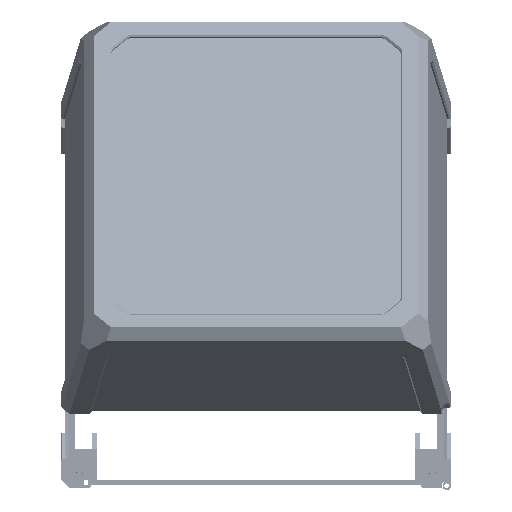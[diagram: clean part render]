
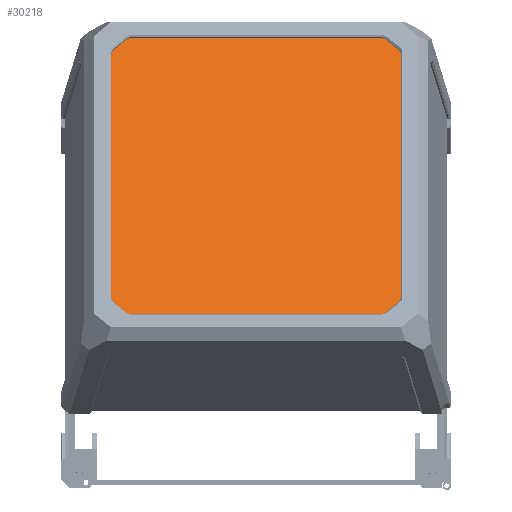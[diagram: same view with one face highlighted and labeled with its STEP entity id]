
A CAD part, top view. The second image highlights one B-rep face of the part: STEP entity #30218.
In plain terms, the highlighted face is planar.
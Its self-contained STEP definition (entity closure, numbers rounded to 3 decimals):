
#1931=CIRCLE('',#33014,2.);
#1932=CIRCLE('',#33015,2.);
#1933=CIRCLE('',#33016,2.);
#1934=CIRCLE('',#33017,2.);
#4086=FACE_OUTER_BOUND('',#5859,.T.);
#5859=EDGE_LOOP('',(#26346,#26347,#26348,#26349,#26350,#26351,#26352,#26353));
#8631=LINE('',#54090,#11543);
#8633=LINE('',#54095,#11545);
#8637=LINE('',#54104,#11549);
#8641=LINE('',#54113,#11553);
#11543=VECTOR('',#40341,1000.);
#11545=VECTOR('',#40345,1000.);
#11549=VECTOR('',#40351,1000.);
#11553=VECTOR('',#40357,1000.);
#14296=VERTEX_POINT('',#54087);
#14297=VERTEX_POINT('',#54089);
#14298=VERTEX_POINT('',#54093);
#14299=VERTEX_POINT('',#54094);
#14302=VERTEX_POINT('',#54102);
#14303=VERTEX_POINT('',#54103);
#14306=VERTEX_POINT('',#54111);
#14307=VERTEX_POINT('',#54112);
#18381=EDGE_CURVE('',#14296,#14297,#8631,.T.);
#18383=EDGE_CURVE('',#14298,#14299,#8633,.T.);
#18387=EDGE_CURVE('',#14302,#14303,#8637,.T.);
#18391=EDGE_CURVE('',#14306,#14307,#8641,.T.);
#18399=EDGE_CURVE('',#14296,#14307,#1931,.T.);
#18400=EDGE_CURVE('',#14306,#14303,#1932,.T.);
#18401=EDGE_CURVE('',#14302,#14299,#1933,.T.);
#18402=EDGE_CURVE('',#14298,#14297,#1934,.T.);
#26346=ORIENTED_EDGE('',*,*,#18381,.F.);
#26347=ORIENTED_EDGE('',*,*,#18399,.T.);
#26348=ORIENTED_EDGE('',*,*,#18391,.F.);
#26349=ORIENTED_EDGE('',*,*,#18400,.T.);
#26350=ORIENTED_EDGE('',*,*,#18387,.F.);
#26351=ORIENTED_EDGE('',*,*,#18401,.T.);
#26352=ORIENTED_EDGE('',*,*,#18383,.F.);
#26353=ORIENTED_EDGE('',*,*,#18402,.T.);
#28702=PLANE('',#33013);
#30218=ADVANCED_FACE('',(#4086),#28702,.F.);
#33013=AXIS2_PLACEMENT_3D('',#54124,#40371,#40372);
#33014=AXIS2_PLACEMENT_3D('',#54125,#40373,#40374);
#33015=AXIS2_PLACEMENT_3D('',#54126,#40375,#40376);
#33016=AXIS2_PLACEMENT_3D('',#54127,#40377,#40378);
#33017=AXIS2_PLACEMENT_3D('',#54128,#40379,#40380);
#40341=DIRECTION('',(1.,0.,0.));
#40345=DIRECTION('',(0.,0.,1.));
#40351=DIRECTION('',(-1.,0.,0.));
#40357=DIRECTION('',(0.,0.,-1.));
#40371=DIRECTION('center_axis',(0.,-1.,0.));
#40372=DIRECTION('ref_axis',(0.,0.,-1.));
#40373=DIRECTION('center_axis',(0.,1.,0.));
#40374=DIRECTION('ref_axis',(0.,0.,-1.));
#40375=DIRECTION('center_axis',(0.,1.,0.));
#40376=DIRECTION('ref_axis',(0.,0.,-1.));
#40377=DIRECTION('center_axis',(0.,1.,0.));
#40378=DIRECTION('ref_axis',(0.,0.,-1.));
#40379=DIRECTION('center_axis',(0.,1.,0.));
#40380=DIRECTION('ref_axis',(0.,0.,-1.));
#54087=CARTESIAN_POINT('',(-88.397,83.,-106.));
#54089=CARTESIAN_POINT('',(88.397,83.,-106.));
#54090=CARTESIAN_POINT('',(-90.397,83.,-106.));
#54093=CARTESIAN_POINT('',(90.397,83.,-104.));
#54094=CARTESIAN_POINT('',(90.397,83.,104.));
#54095=CARTESIAN_POINT('',(90.397,83.,-106.));
#54102=CARTESIAN_POINT('',(88.397,83.,106.));
#54103=CARTESIAN_POINT('',(-88.397,83.,106.));
#54104=CARTESIAN_POINT('',(90.397,83.,106.));
#54111=CARTESIAN_POINT('',(-90.397,83.,104.));
#54112=CARTESIAN_POINT('',(-90.397,83.,-104.));
#54113=CARTESIAN_POINT('',(-90.397,83.,106.));
#54124=CARTESIAN_POINT('Origin',(0.,83.,0.));
#54125=CARTESIAN_POINT('Origin',(-88.397,83.,-104.));
#54126=CARTESIAN_POINT('Origin',(-88.397,83.,104.));
#54127=CARTESIAN_POINT('Origin',(88.397,83.,104.));
#54128=CARTESIAN_POINT('Origin',(88.397,83.,-104.));
